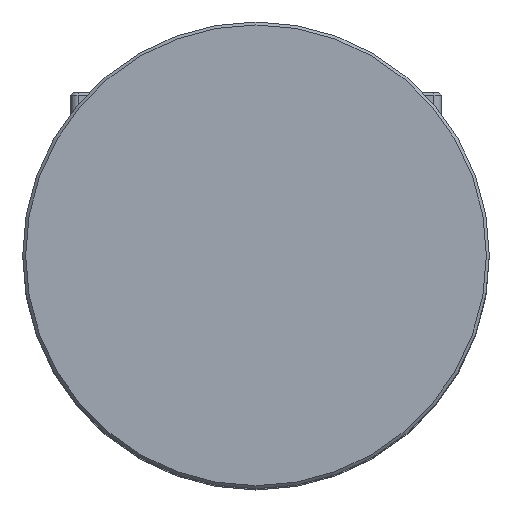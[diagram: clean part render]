
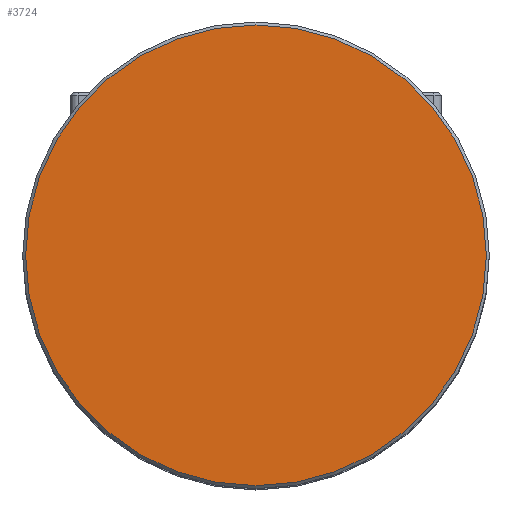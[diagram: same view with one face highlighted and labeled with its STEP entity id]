
A CAD part, top view. The second image highlights one B-rep face of the part: STEP entity #3724.
In plain terms, the highlighted planar face has unit normal (0, 0, 1).
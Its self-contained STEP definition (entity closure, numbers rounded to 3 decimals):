
#333=PLANE('',#4007);
#419=FACE_OUTER_BOUND('',#659,.T.);
#659=EDGE_LOOP('',(#2566));
#1467=CIRCLE('',#4006,31.1);
#1598=VERTEX_POINT('',#5222);
#1967=EDGE_CURVE('',#1598,#1598,#1467,.T.);
#2566=ORIENTED_EDGE('',*,*,#1967,.F.);
#3724=ADVANCED_FACE('',(#419),#333,.T.);
#4006=AXIS2_PLACEMENT_3D('',#5223,#4355,#4356);
#4007=AXIS2_PLACEMENT_3D('',#5225,#4358,#4359);
#4355=DIRECTION('center_axis',(0.,0.,-1.));
#4356=DIRECTION('ref_axis',(-1.,0.,0.));
#4358=DIRECTION('center_axis',(0.,0.,1.));
#4359=DIRECTION('ref_axis',(-1.,0.,0.));
#5222=CARTESIAN_POINT('',(31.1,0.,102.));
#5223=CARTESIAN_POINT('Origin',(0.,0.,102.));
#5225=CARTESIAN_POINT('Origin',(0.,0.,102.));
